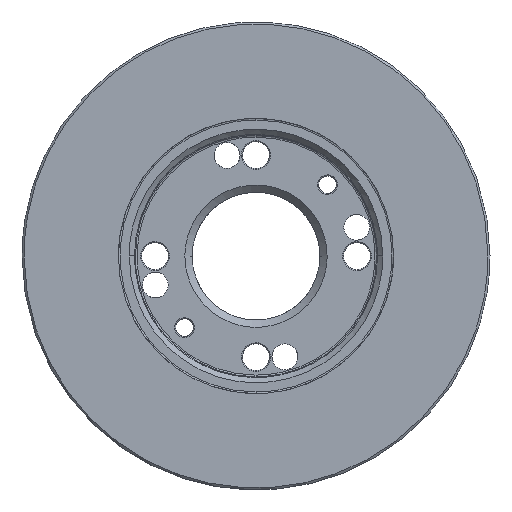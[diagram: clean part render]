
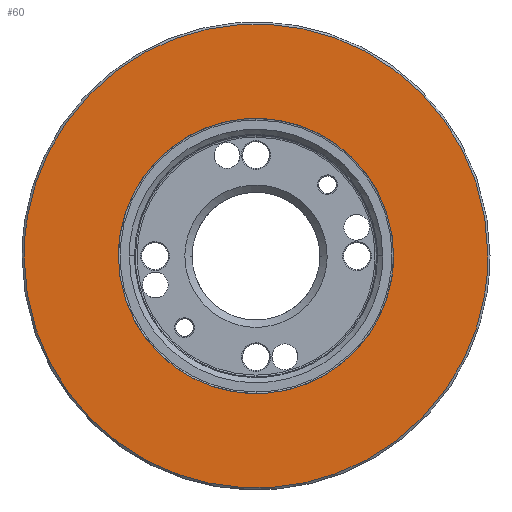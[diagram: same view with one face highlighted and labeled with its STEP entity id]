
A CAD part, top view. The second image highlights one B-rep face of the part: STEP entity #60.
In plain terms, the highlighted planar face has unit normal (0, 0, 1).
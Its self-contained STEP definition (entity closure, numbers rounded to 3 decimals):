
#27=FACE_BOUND('',#254,.T.);
#60=ADVANCED_FACE('',(#150,#27),#1310,.T.);
#150=FACE_OUTER_BOUND('',#253,.T.);
#253=EDGE_LOOP('',(#442,#443));
#254=EDGE_LOOP('',(#444,#445));
#442=ORIENTED_EDGE('',*,*,#803,.T.);
#443=ORIENTED_EDGE('',*,*,#802,.T.);
#444=ORIENTED_EDGE('',*,*,#807,.F.);
#445=ORIENTED_EDGE('',*,*,#967,.F.);
#802=EDGE_CURVE('',#1229,#1230,#1071,.T.);
#803=EDGE_CURVE('',#1230,#1229,#1072,.T.);
#807=EDGE_CURVE('',#1231,#1232,#1075,.T.);
#967=EDGE_CURVE('',#1232,#1231,#1178,.T.);
#1071=(
BOUNDED_CURVE()
B_SPLINE_CURVE(2,(#3806,#3807,#3808,#3809,#3810),.UNSPECIFIED.,.F.,.F.)
B_SPLINE_CURVE_WITH_KNOTS((3,2,3),(0.,176.714,353.429),
 .UNSPECIFIED.)
CURVE()
GEOMETRIC_REPRESENTATION_ITEM()
RATIONAL_B_SPLINE_CURVE((1.,0.707,1.,0.707,1.))
REPRESENTATION_ITEM('')
);
#1072=(
BOUNDED_CURVE()
B_SPLINE_CURVE(2,(#3811,#3812,#3813,#3814,#3815),.UNSPECIFIED.,.F.,.F.)
B_SPLINE_CURVE_WITH_KNOTS((3,2,3),(0.,176.714,353.429),
 .UNSPECIFIED.)
CURVE()
GEOMETRIC_REPRESENTATION_ITEM()
RATIONAL_B_SPLINE_CURVE((1.,0.707,1.,0.707,1.))
REPRESENTATION_ITEM('')
);
#1075=(
BOUNDED_CURVE()
B_SPLINE_CURVE(2,(#3824,#3825,#3826,#3827,#3828),.UNSPECIFIED.,.F.,.F.)
B_SPLINE_CURVE_WITH_KNOTS((3,2,3),(-209.701,-104.851,
0.),.UNSPECIFIED.)
CURVE()
GEOMETRIC_REPRESENTATION_ITEM()
RATIONAL_B_SPLINE_CURVE((1.,0.707,1.,0.707,1.))
REPRESENTATION_ITEM('')
);
#1178=(
BOUNDED_CURVE()
B_SPLINE_CURVE(2,(#4431,#4432,#4433,#4434,#4435),.UNSPECIFIED.,.F.,.F.)
B_SPLINE_CURVE_WITH_KNOTS((3,2,3),(-209.701,-104.851,
0.),.UNSPECIFIED.)
CURVE()
GEOMETRIC_REPRESENTATION_ITEM()
RATIONAL_B_SPLINE_CURVE((1.,0.707,1.,0.707,1.))
REPRESENTATION_ITEM('')
);
#1229=VERTEX_POINT('',#3574);
#1230=VERTEX_POINT('',#3575);
#1231=VERTEX_POINT('',#3576);
#1232=VERTEX_POINT('',#3577);
#1310=PLANE('',#1488);
#1488=AXIS2_PLACEMENT_3D('',#1938,#1497,$);
#1497=DIRECTION('',(0.,0.,1.));
#1938=CARTESIAN_POINT('',(-135.394,-135.379,46.047));
#3574=CARTESIAN_POINT('',(-112.5,0.016,46.));
#3575=CARTESIAN_POINT('',(112.5,0.016,46.));
#3576=CARTESIAN_POINT('',(-66.75,0.016,46.));
#3577=CARTESIAN_POINT('',(66.75,0.016,46.));
#3806=CARTESIAN_POINT('',(-112.5,0.016,46.));
#3807=CARTESIAN_POINT('',(-112.5,-112.484,46.039));
#3808=CARTESIAN_POINT('',(0.,-112.484,46.039));
#3809=CARTESIAN_POINT('',(112.5,-112.484,46.039));
#3810=CARTESIAN_POINT('',(112.5,0.016,46.));
#3811=CARTESIAN_POINT('',(112.5,0.016,46.));
#3812=CARTESIAN_POINT('',(112.5,112.516,45.961));
#3813=CARTESIAN_POINT('',(0.,112.516,45.961));
#3814=CARTESIAN_POINT('',(-112.5,112.516,45.961));
#3815=CARTESIAN_POINT('',(-112.5,0.016,46.));
#3824=CARTESIAN_POINT('',(-66.75,0.016,46.));
#3825=CARTESIAN_POINT('',(-66.75,-66.734,46.023));
#3826=CARTESIAN_POINT('',(0.,-66.734,46.023));
#3827=CARTESIAN_POINT('',(66.75,-66.734,46.023));
#3828=CARTESIAN_POINT('',(66.75,0.016,46.));
#4431=CARTESIAN_POINT('',(66.75,0.016,46.));
#4432=CARTESIAN_POINT('',(66.75,66.766,45.977));
#4433=CARTESIAN_POINT('',(0.,66.766,45.977));
#4434=CARTESIAN_POINT('',(-66.75,66.766,45.977));
#4435=CARTESIAN_POINT('',(-66.75,0.016,46.));
